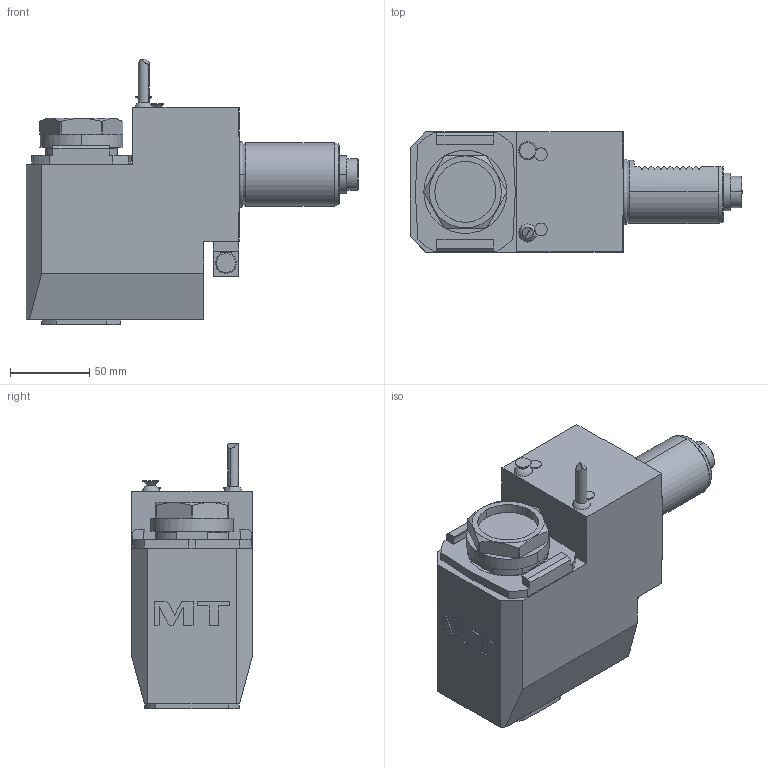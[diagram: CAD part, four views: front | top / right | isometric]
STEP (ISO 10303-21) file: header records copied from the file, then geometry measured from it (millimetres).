
FILE_DESCRIPTION((''),'2;1');
FILE_NAME('SAU0710140_CONF','2025-01-13T10:26:15',('fpalella'),('M.T. srl'),'CREO PARAMETRIC BY PTC INC, 2023352','CREO PARAMETRIC BY PTC INC, 2023352','');
FILE_SCHEMA(('CONFIG_CONTROL_DESIGN'));
Length unit declared in the file: millimetre
Products named in the file (1): SAU0710140_CONF
Bounding box: 210 x 76 x 167.85 mm (x, y, z)
Volume: 1239200.5 mm3; surface area: 99089.9 mm2
Topology: 2 solids, 2 shells, 286 faces, 727 edges, 476 vertices
Faces by surface type: plane 158, cylinder 84, cone 25, torus 14, sphere 3, extrusion 2
Entity records: 9525 total; most frequent: CARTESIAN_POINT 2535, ORIENTED_EDGE 1454, DIRECTION 1420, EDGE_CURVE 727, AXIS2_PLACEMENT_3D 506, VERTEX_POINT 476, VECTOR 408, LINE 406
